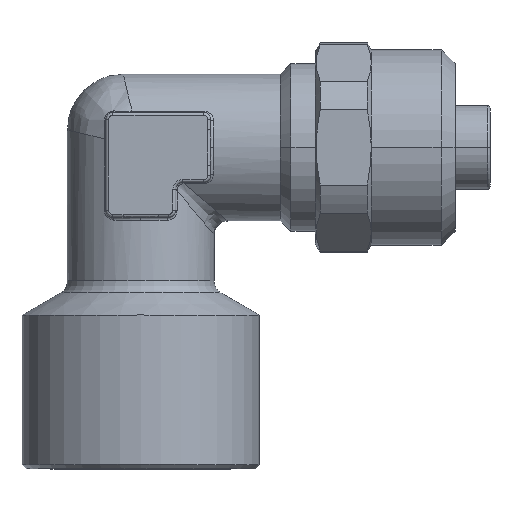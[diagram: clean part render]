
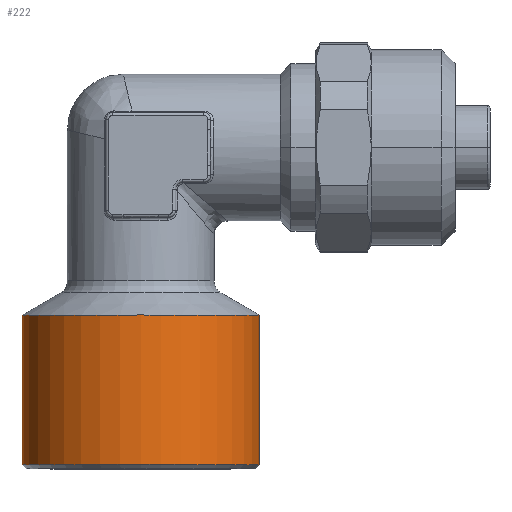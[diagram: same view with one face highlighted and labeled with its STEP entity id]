
A CAD part, top view. The second image highlights one B-rep face of the part: STEP entity #222.
In plain terms, the highlighted cylindrical face has radius 8.5 mm (diameter 17 mm), a partial arc.
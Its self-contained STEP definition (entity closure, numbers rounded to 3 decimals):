
#12 = VECTOR ( 'NONE', #4884, 1000. ) ;
#31 = AXIS2_PLACEMENT_3D ( 'NONE', #4857, #4858, #4859 ) ;
#33 = CIRCLE ( 'NONE', #31, 8.5 ) ;
#222 = ADVANCED_FACE ( 'NONE', ( #5107 ), #5108, .T. ) ;
#279 = CIRCLE ( 'NONE', #290, 8.5 ) ;
#290 = AXIS2_PLACEMENT_3D ( 'NONE', #4929, #4930, #4931 ) ;
#292 = VECTOR ( 'NONE', #4955, 1000. ) ;
#477 = EDGE_CURVE ( 'NONE', #1519, #1566, #33, .T. ) ;
#487 = EDGE_CURVE ( 'NONE', #1580, #1566, #5205, .T. ) ;
#623 = EDGE_CURVE ( 'NONE', #1992, #1580, #279, .T. ) ;
#627 = EDGE_CURVE ( 'NONE', #1992, #1519, #5217, .T. ) ;
#1018 = EDGE_LOOP ( 'NONE', ( #1491, #1465, #1556, #1552 ) ) ;
#1400 = AXIS2_PLACEMENT_3D ( 'NONE', #4460, #4461, #4462 ) ;
#1465 = ORIENTED_EDGE ( 'NONE', *, *, #487, .T. ) ;
#1491 = ORIENTED_EDGE ( 'NONE', *, *, #623, .T. ) ;
#1519 = VERTEX_POINT ( 'NONE', #3347 ) ;
#1552 = ORIENTED_EDGE ( 'NONE', *, *, #627, .F. ) ;
#1556 = ORIENTED_EDGE ( 'NONE', *, *, #477, .F. ) ;
#1566 = VERTEX_POINT ( 'NONE', #3370 ) ;
#1580 = VERTEX_POINT ( 'NONE', #3379 ) ;
#1992 = VERTEX_POINT ( 'NONE', #3756 ) ;
#3347 = CARTESIAN_POINT ( 'NONE',  ( -8.5, -12., 0. ) ) ;
#3370 = CARTESIAN_POINT ( 'NONE',  ( 8.5, -12., 0. ) ) ;
#3379 = CARTESIAN_POINT ( 'NONE',  ( 8.5, -22.7, 0. ) ) ;
#3756 = CARTESIAN_POINT ( 'NONE',  ( -8.5, -22.7, 0. ) ) ;
#4460 = CARTESIAN_POINT ( 'NONE',  ( 0., 2.604, 0. ) ) ;
#4461 = DIRECTION ( 'NONE',  ( 0., 1., 0. ) ) ;
#4462 = DIRECTION ( 'NONE',  ( -1., 0., 0. ) ) ;
#4857 = CARTESIAN_POINT ( 'NONE',  ( 0., -12., 0. ) ) ;
#4858 = DIRECTION ( 'NONE',  ( 0., 1., 0. ) ) ;
#4859 = DIRECTION ( 'NONE',  ( -1., 0., 0. ) ) ;
#4883 = CARTESIAN_POINT ( 'NONE',  ( 8.5, 2.604, 0. ) ) ;
#4884 = DIRECTION ( 'NONE',  ( 0., 1., 0. ) ) ;
#4929 = CARTESIAN_POINT ( 'NONE',  ( 0., -22.7, 0. ) ) ;
#4930 = DIRECTION ( 'NONE',  ( 0., 1., 0. ) ) ;
#4931 = DIRECTION ( 'NONE',  ( -1., 0., 0. ) ) ;
#4954 = CARTESIAN_POINT ( 'NONE',  ( -8.5, 2.604, 0. ) ) ;
#4955 = DIRECTION ( 'NONE',  ( 0., 1., 0. ) ) ;
#5107 = FACE_OUTER_BOUND ( 'NONE', #1018, .T. ) ;
#5108 = CYLINDRICAL_SURFACE ( 'NONE', #1400, 8.5 ) ;
#5205 = LINE ( 'NONE', #4883, #12 ) ;
#5217 = LINE ( 'NONE', #4954, #292 ) ;
